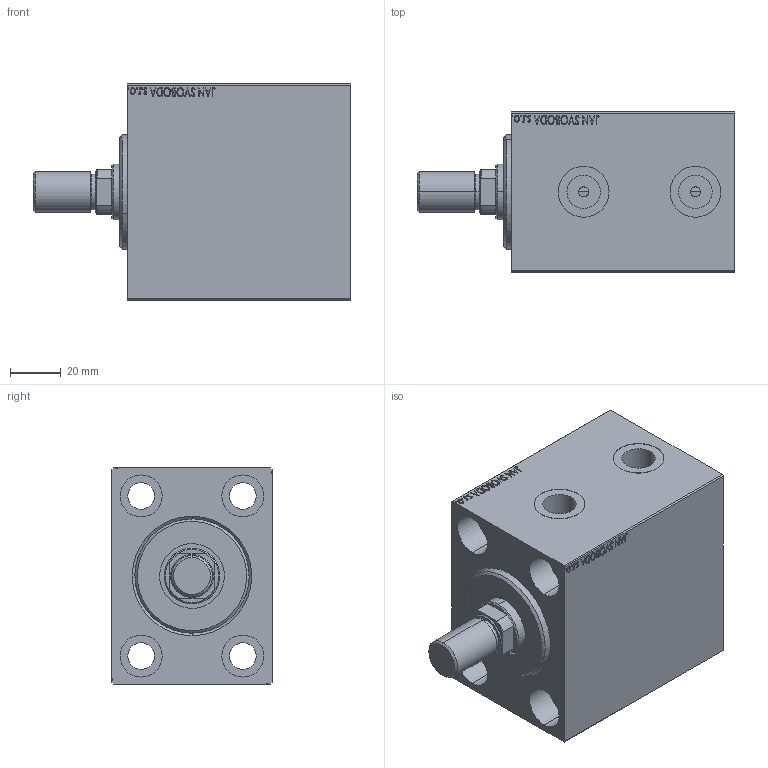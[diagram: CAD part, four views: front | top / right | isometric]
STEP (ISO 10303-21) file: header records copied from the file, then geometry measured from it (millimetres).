
FILE_DESCRIPTION (( 'STEP AP203' ), '1' );
FILE_NAME ('6ea5.STEP', '2024-02-11T18:34:58', ( '' ), ( '' ), 'SwSTEP 2.0', 'SolidWorks 2019', '' );
FILE_SCHEMA (( 'CONFIG_CONTROL_DESIGN' ));
Length unit declared in the file: millimetre
Products named in the file (5): V450CM_MALE_METRIC 9ccff3f055696de3904b0894aa5e5754; V450CM_C_Body 9ccff3f055696de3904b0894aa5e5754; V450CM_VC_B 9ccff3f055696de3904b0894aa5e5754; 6ea5; V450CM_C_VCP 9ccff3f055696de3904b0894aa5e5754
Assembly tree (4 placements, depth 2):
  6ea5
    V450CM_C_Body 9ccff3f055696de3904b0894aa5e5754
    V450CM_C_VCP 9ccff3f055696de3904b0894aa5e5754
    V450CM_VC_B 9ccff3f055696de3904b0894aa5e5754
    V450CM_MALE_METRIC 9ccff3f055696de3904b0894aa5e5754
Bounding box: 125 x 63 x 85 mm (x, y, z)
Volume: 413527.3 mm3; surface area: 78950.1 mm2
Topology: 4 solids, 4 shells, 876 faces, 2236 edges, 1481 vertices
Faces by surface type: plane 412, bspline 380, cylinder 64, cone 18, torus 2
Entity records: 44483 total; most frequent: CARTESIAN_POINT 25206, ORIENTED_EDGE 4468, DIRECTION 2618, EDGE_CURVE 2234, VERTEX_POINT 1481, LINE 1312, VECTOR 1312, EDGE_LOOP 1005
